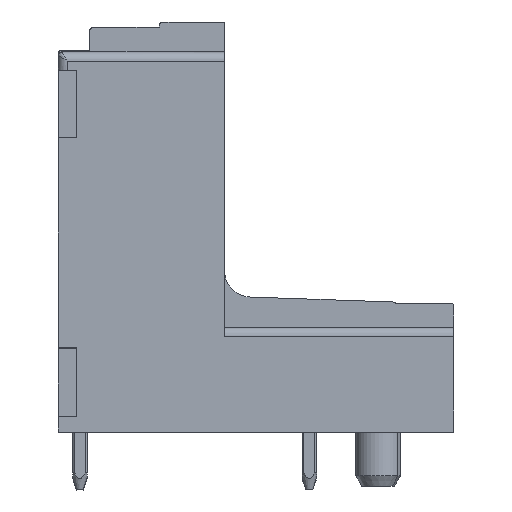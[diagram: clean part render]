
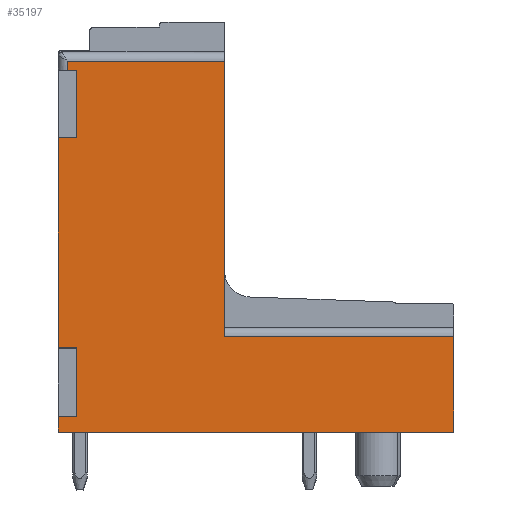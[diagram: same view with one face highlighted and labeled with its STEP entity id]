
A CAD part, left-side view. The second image highlights one B-rep face of the part: STEP entity #35197.
In plain terms, the highlighted planar face has unit normal (-1, 0, 0).
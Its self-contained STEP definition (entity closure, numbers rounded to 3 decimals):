
#35179=AXIS2_PLACEMENT_3D('Plane Axis2P3D',#35176,#35177,#35178) ;
#150=CARTESIAN_POINT('Vertex',(0.,21.9,3.2)) ;
#894=CARTESIAN_POINT('Vertex',(0.,0.,3.2)) ;
#897=CARTESIAN_POINT('Line Origine',(0.,10.95,3.2)) ;
#1264=CARTESIAN_POINT('Line Origine',(0.,21.9,3.635)) ;
#1268=CARTESIAN_POINT('Vertex',(0.,21.9,4.07)) ;
#1338=CARTESIAN_POINT('Vertex',(0.,21.9,7.89)) ;
#1341=CARTESIAN_POINT('Line Origine',(0.,21.9,13.695)) ;
#1345=CARTESIAN_POINT('Vertex',(0.,21.9,19.5)) ;
#2452=CARTESIAN_POINT('Vertex',(0.,12.7,23.74)) ;
#2455=CARTESIAN_POINT('Line Origine',(0.,12.7,16.12)) ;
#2459=CARTESIAN_POINT('Vertex',(0.,12.7,8.5)) ;
#4552=CARTESIAN_POINT('Vertex',(0.,0.,8.5)) ;
#4555=CARTESIAN_POINT('Line Origine',(0.,0.,5.85)) ;
#15824=CARTESIAN_POINT('Vertex',(0.,21.4,23.74)) ;
#28018=CARTESIAN_POINT('Line Origine',(0.,21.4,13.72)) ;
#28022=CARTESIAN_POINT('Vertex',(0.,21.4,23.24)) ;
#28042=CARTESIAN_POINT('Line Origine',(0.,10.95,23.74)) ;
#28054=CARTESIAN_POINT('Line Origine',(0.,21.4,4.07)) ;
#28058=CARTESIAN_POINT('Vertex',(0.,20.9,4.07)) ;
#28076=CARTESIAN_POINT('Line Origine',(0.,20.9,5.98)) ;
#28080=CARTESIAN_POINT('Vertex',(0.,20.9,7.89)) ;
#28095=CARTESIAN_POINT('Line Origine',(0.,21.4,7.89)) ;
#28107=CARTESIAN_POINT('Line Origine',(0.,21.4,19.5)) ;
#28111=CARTESIAN_POINT('Vertex',(0.,20.9,19.5)) ;
#28129=CARTESIAN_POINT('Line Origine',(0.,20.9,21.37)) ;
#28133=CARTESIAN_POINT('Vertex',(0.,20.9,23.24)) ;
#28148=CARTESIAN_POINT('Line Origine',(0.,21.15,23.24)) ;
#34596=CARTESIAN_POINT('Line Origine',(0.,10.95,8.5)) ;
#35176=CARTESIAN_POINT('Axis2P3D Location',(0.,0.,0.)) ;
#898=DIRECTION('Vector Direction',(0.,1.,0.)) ;
#1265=DIRECTION('Vector Direction',(0.,0.,1.)) ;
#1342=DIRECTION('Vector Direction',(0.,0.,1.)) ;
#2456=DIRECTION('Vector Direction',(0.,0.,-1.)) ;
#4556=DIRECTION('Vector Direction',(0.,0.,-1.)) ;
#28019=DIRECTION('Vector Direction',(0.,0.,-1.)) ;
#28043=DIRECTION('Vector Direction',(0.,-1.,0.)) ;
#28055=DIRECTION('Vector Direction',(0.,-1.,0.)) ;
#28077=DIRECTION('Vector Direction',(0.,0.,-1.)) ;
#28096=DIRECTION('Vector Direction',(0.,1.,0.)) ;
#28108=DIRECTION('Vector Direction',(0.,-1.,0.)) ;
#28130=DIRECTION('Vector Direction',(0.,0.,-1.)) ;
#28149=DIRECTION('Vector Direction',(0.,1.,0.)) ;
#34597=DIRECTION('Vector Direction',(0.,-1.,0.)) ;
#35177=DIRECTION('Axis2P3D Direction',(-1.,0.,0.)) ;
#35178=DIRECTION('Axis2P3D XDirection',(0.,-1.,0.)) ;
#899=VECTOR('Line Direction',#898,1.) ;
#1266=VECTOR('Line Direction',#1265,1.) ;
#1343=VECTOR('Line Direction',#1342,1.) ;
#2457=VECTOR('Line Direction',#2456,1.) ;
#4557=VECTOR('Line Direction',#4556,1.) ;
#28020=VECTOR('Line Direction',#28019,1.) ;
#28044=VECTOR('Line Direction',#28043,1.) ;
#28056=VECTOR('Line Direction',#28055,1.) ;
#28078=VECTOR('Line Direction',#28077,1.) ;
#28097=VECTOR('Line Direction',#28096,1.) ;
#28109=VECTOR('Line Direction',#28108,1.) ;
#28131=VECTOR('Line Direction',#28130,1.) ;
#28150=VECTOR('Line Direction',#28149,1.) ;
#34598=VECTOR('Line Direction',#34597,1.) ;
#35182=ORIENTED_EDGE('',*,*,#28152,.T.) ;
#35183=ORIENTED_EDGE('',*,*,#28135,.T.) ;
#35184=ORIENTED_EDGE('',*,*,#28113,.T.) ;
#35185=ORIENTED_EDGE('',*,*,#1347,.T.) ;
#35186=ORIENTED_EDGE('',*,*,#28099,.T.) ;
#35187=ORIENTED_EDGE('',*,*,#28082,.T.) ;
#35188=ORIENTED_EDGE('',*,*,#28060,.T.) ;
#35189=ORIENTED_EDGE('',*,*,#1270,.T.) ;
#35190=ORIENTED_EDGE('',*,*,#901,.T.) ;
#35191=ORIENTED_EDGE('',*,*,#4559,.T.) ;
#35192=ORIENTED_EDGE('',*,*,#34600,.T.) ;
#35193=ORIENTED_EDGE('',*,*,#2461,.F.) ;
#35194=ORIENTED_EDGE('',*,*,#28046,.T.) ;
#35195=ORIENTED_EDGE('',*,*,#28024,.T.) ;
#35197=ADVANCED_FACE('HOUSING',(#35196),#35180,.T.) ;
#901=EDGE_CURVE('',#151,#895,#900,.F.) ;
#1270=EDGE_CURVE('',#1269,#151,#1267,.F.) ;
#1347=EDGE_CURVE('',#1346,#1339,#1344,.F.) ;
#2461=EDGE_CURVE('',#2453,#2460,#2458,.T.) ;
#4559=EDGE_CURVE('',#895,#4553,#4558,.F.) ;
#28024=EDGE_CURVE('',#15825,#28023,#28021,.T.) ;
#28046=EDGE_CURVE('',#2453,#15825,#28045,.F.) ;
#28060=EDGE_CURVE('',#28059,#1269,#28057,.F.) ;
#28082=EDGE_CURVE('',#28081,#28059,#28079,.T.) ;
#28099=EDGE_CURVE('',#1339,#28081,#28098,.F.) ;
#28113=EDGE_CURVE('',#28112,#1346,#28110,.F.) ;
#28135=EDGE_CURVE('',#28134,#28112,#28132,.T.) ;
#28152=EDGE_CURVE('',#28023,#28134,#28151,.F.) ;
#34600=EDGE_CURVE('',#4553,#2460,#34599,.F.) ;
#35181=EDGE_LOOP('',(#35182,#35183,#35184,#35185,#35186,#35187,#35188,#35189,#35190,#35191,#35192,#35193,#35194,#35195)) ;
#35196=FACE_OUTER_BOUND('',#35181,.T.) ;
#900=LINE('Line',#897,#899) ;
#1267=LINE('Line',#1264,#1266) ;
#1344=LINE('Line',#1341,#1343) ;
#2458=LINE('Line',#2455,#2457) ;
#4558=LINE('Line',#4555,#4557) ;
#28021=LINE('Line',#28018,#28020) ;
#28045=LINE('Line',#28042,#28044) ;
#28057=LINE('Line',#28054,#28056) ;
#28079=LINE('Line',#28076,#28078) ;
#28098=LINE('Line',#28095,#28097) ;
#28110=LINE('Line',#28107,#28109) ;
#28132=LINE('Line',#28129,#28131) ;
#28151=LINE('Line',#28148,#28150) ;
#34599=LINE('Line',#34596,#34598) ;
#35180=PLANE('',#35179) ;
#151=VERTEX_POINT('',#150) ;
#895=VERTEX_POINT('',#894) ;
#1269=VERTEX_POINT('',#1268) ;
#1339=VERTEX_POINT('',#1338) ;
#1346=VERTEX_POINT('',#1345) ;
#2453=VERTEX_POINT('',#2452) ;
#2460=VERTEX_POINT('',#2459) ;
#4553=VERTEX_POINT('',#4552) ;
#15825=VERTEX_POINT('',#15824) ;
#28023=VERTEX_POINT('',#28022) ;
#28059=VERTEX_POINT('',#28058) ;
#28081=VERTEX_POINT('',#28080) ;
#28112=VERTEX_POINT('',#28111) ;
#28134=VERTEX_POINT('',#28133) ;
